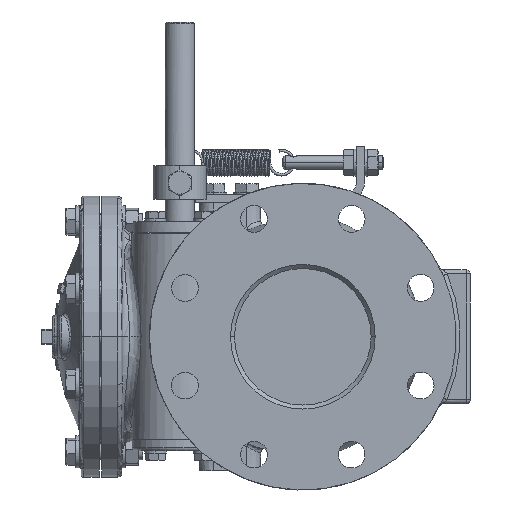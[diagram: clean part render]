
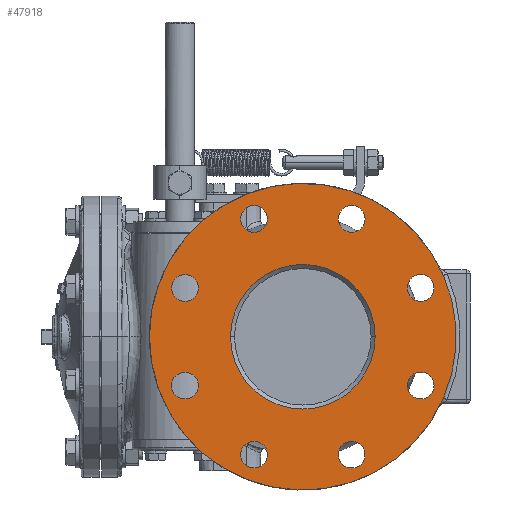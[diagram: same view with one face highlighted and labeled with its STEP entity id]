
A CAD part, left-side view. The second image highlights one B-rep face of the part: STEP entity #47918.
In plain terms, the highlighted planar face has unit normal (-1, 0, 0).
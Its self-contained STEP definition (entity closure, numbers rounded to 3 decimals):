
#15303=CARTESIAN_POINT('',(-5.748,0.,0.));
#15304=DIRECTION('',(-1.,0.,0.));
#15305=DIRECTION('',(0.,-0.917,0.4));
#15306=AXIS2_PLACEMENT_3D('',#15303,#15304,#15305);
#15321=CARTESIAN_POINT('',(-5.748,0.,0.));
#15322=DIRECTION('',(-1.,0.,0.));
#15323=DIRECTION('',(0.,-1.,0.));
#15324=AXIS2_PLACEMENT_3D('',#15321,#15322,#15323);
#15326=CARTESIAN_POINT('',(-5.748,0.,0.));
#15327=DIRECTION('',(-1.,0.,0.));
#15328=DIRECTION('',(0.,1.,0.));
#15329=AXIS2_PLACEMENT_3D('',#15326,#15327,#15328);
#15331=CARTESIAN_POINT('',(-5.748,-1.435,
3.465));
#15332=DIRECTION('',(1.,0.,0.));
#15333=DIRECTION('',(0.,1.,0.));
#15334=AXIS2_PLACEMENT_3D('',#15331,#15332,#15333);
#15336=CARTESIAN_POINT('',(-5.748,-1.435,
3.465));
#15337=DIRECTION('',(1.,0.,0.));
#15338=DIRECTION('',(0.,-1.,0.));
#15339=AXIS2_PLACEMENT_3D('',#15336,#15337,#15338);
#15341=CARTESIAN_POINT('',(-5.748,1.435,
3.465));
#15342=DIRECTION('',(1.,0.,0.));
#15343=DIRECTION('',(0.,0.707,-0.707));
#15344=AXIS2_PLACEMENT_3D('',#15341,#15342,#15343);
#15346=CARTESIAN_POINT('',(-5.748,1.435,
3.465));
#15347=DIRECTION('',(1.,0.,0.));
#15348=DIRECTION('',(0.,-0.707,0.707));
#15349=AXIS2_PLACEMENT_3D('',#15346,#15347,#15348);
#15351=CARTESIAN_POINT('',(-5.748,3.465,
1.435));
#15352=DIRECTION('',(1.,0.,0.));
#15353=DIRECTION('',(0.,0.,-1.));
#15354=AXIS2_PLACEMENT_3D('',#15351,#15352,#15353);
#15356=CARTESIAN_POINT('',(-5.748,3.465,
1.435));
#15357=DIRECTION('',(1.,0.,0.));
#15358=DIRECTION('',(0.,0.,1.));
#15359=AXIS2_PLACEMENT_3D('',#15356,#15357,#15358);
#15361=CARTESIAN_POINT('',(-5.748,3.465,
-1.435));
#15362=DIRECTION('',(1.,0.,0.));
#15363=DIRECTION('',(0.,-0.707,-0.707));
#15364=AXIS2_PLACEMENT_3D('',#15361,#15362,#15363);
#15366=CARTESIAN_POINT('',(-5.748,3.465,
-1.435));
#15367=DIRECTION('',(1.,0.,0.));
#15368=DIRECTION('',(0.,0.707,0.707));
#15369=AXIS2_PLACEMENT_3D('',#15366,#15367,#15368);
#15371=CARTESIAN_POINT('',(-5.748,1.435,
-3.465));
#15372=DIRECTION('',(1.,0.,0.));
#15373=DIRECTION('',(0.,-1.,0.));
#15374=AXIS2_PLACEMENT_3D('',#15371,#15372,#15373);
#15376=CARTESIAN_POINT('',(-5.748,1.435,
-3.465));
#15377=DIRECTION('',(1.,0.,0.));
#15378=DIRECTION('',(0.,1.,0.));
#15379=AXIS2_PLACEMENT_3D('',#15376,#15377,#15378);
#15381=CARTESIAN_POINT('',(-5.748,-1.435,
-3.465));
#15382=DIRECTION('',(1.,0.,0.));
#15383=DIRECTION('',(0.,-0.707,0.707));
#15384=AXIS2_PLACEMENT_3D('',#15381,#15382,#15383);
#15386=CARTESIAN_POINT('',(-5.748,-1.435,
-3.465));
#15387=DIRECTION('',(1.,0.,0.));
#15388=DIRECTION('',(0.,0.707,-0.707));
#15389=AXIS2_PLACEMENT_3D('',#15386,#15387,#15388);
#15391=CARTESIAN_POINT('',(-5.748,-3.465,
-1.435));
#15392=DIRECTION('',(1.,0.,0.));
#15393=DIRECTION('',(0.,0.,1.));
#15394=AXIS2_PLACEMENT_3D('',#15391,#15392,#15393);
#15396=CARTESIAN_POINT('',(-5.748,-3.465,
-1.435));
#15397=DIRECTION('',(1.,0.,0.));
#15398=DIRECTION('',(0.,0.,-1.));
#15399=AXIS2_PLACEMENT_3D('',#15396,#15397,#15398);
#15401=CARTESIAN_POINT('',(-5.748,-3.465,
1.435));
#15402=DIRECTION('',(1.,0.,0.));
#15403=DIRECTION('',(0.,0.707,0.707));
#15404=AXIS2_PLACEMENT_3D('',#15401,#15402,#15403);
#15406=CARTESIAN_POINT('',(-5.748,-3.465,
1.435));
#15407=DIRECTION('',(1.,0.,0.));
#15408=DIRECTION('',(0.,-0.707,-0.707));
#15409=AXIS2_PLACEMENT_3D('',#15406,#15407,#15408);
#15411=CARTESIAN_POINT('',(-5.748,0.,0.));
#15412=DIRECTION('',(-1.,0.,0.));
#15413=DIRECTION('',(0.,-0.917,-0.4));
#15414=AXIS2_PLACEMENT_3D('',#15411,#15412,#15413);
#26619=CARTESIAN_POINT('',(-5.748,-4.132,
1.803));
#26620=CARTESIAN_POINT('',(-5.748,-4.132,
-1.803));
#26621=VERTEX_POINT('',#26619);
#26622=VERTEX_POINT('',#26620);
#26680=CARTESIAN_POINT('',(-5.748,-2.126,0.));
#26681=CARTESIAN_POINT('',(-5.748,2.126,0.));
#26682=VERTEX_POINT('',#26680);
#26683=VERTEX_POINT('',#26681);
#26768=CARTESIAN_POINT('',(-5.748,-1.041,
3.465));
#26770=VERTEX_POINT('',#26768);
#26772=CARTESIAN_POINT('',(-5.748,-1.829,
3.465));
#26774=VERTEX_POINT('',#26772);
#26776=CARTESIAN_POINT('',(-5.748,1.713,
3.186));
#26778=VERTEX_POINT('',#26776);
#26780=CARTESIAN_POINT('',(-5.748,1.157,
3.743));
#26782=VERTEX_POINT('',#26780);
#26784=CARTESIAN_POINT('',(-5.748,3.465,
1.041));
#26786=VERTEX_POINT('',#26784);
#26788=CARTESIAN_POINT('',(-5.748,3.465,
1.829));
#26790=VERTEX_POINT('',#26788);
#26792=CARTESIAN_POINT('',(-5.748,3.186,
-1.713));
#26794=VERTEX_POINT('',#26792);
#26796=CARTESIAN_POINT('',(-5.748,3.743,
-1.157));
#26798=VERTEX_POINT('',#26796);
#26800=CARTESIAN_POINT('',(-5.748,1.041,
-3.465));
#26802=VERTEX_POINT('',#26800);
#26804=CARTESIAN_POINT('',(-5.748,1.829,
-3.465));
#26806=VERTEX_POINT('',#26804);
#26808=CARTESIAN_POINT('',(-5.748,-1.713,
-3.186));
#26810=VERTEX_POINT('',#26808);
#26812=CARTESIAN_POINT('',(-5.748,-1.157,
-3.743));
#26814=VERTEX_POINT('',#26812);
#26816=CARTESIAN_POINT('',(-5.748,-3.465,
-1.041));
#26818=VERTEX_POINT('',#26816);
#26820=CARTESIAN_POINT('',(-5.748,-3.465,
-1.829));
#26822=VERTEX_POINT('',#26820);
#26824=CARTESIAN_POINT('',(-5.748,-3.186,
1.713));
#26826=VERTEX_POINT('',#26824);
#26828=CARTESIAN_POINT('',(-5.748,-3.743,
1.157));
#26830=VERTEX_POINT('',#26828);
#47854=CARTESIAN_POINT('',(-5.748,0.,0.));
#47855=DIRECTION('',(1.,0.,0.));
#47856=DIRECTION('',(0.,-1.,0.));
#47857=AXIS2_PLACEMENT_3D('',#47854,#47855,#47856);
#47858=PLANE('',#47857);
#47859=ORIENTED_EDGE('',*,*,#47833,.F.);
#47861=ORIENTED_EDGE('',*,*,#47860,.F.);
#47862=EDGE_LOOP('',(#47859,#47861));
#47863=FACE_OUTER_BOUND('',#47862,.F.);
#47865=ORIENTED_EDGE('',*,*,#47864,.T.);
#47867=ORIENTED_EDGE('',*,*,#47866,.T.);
#47868=EDGE_LOOP('',(#47865,#47867));
#47869=FACE_BOUND('',#47868,.F.);
#47871=ORIENTED_EDGE('',*,*,#47870,.F.);
#47873=ORIENTED_EDGE('',*,*,#47872,.F.);
#47874=EDGE_LOOP('',(#47871,#47873));
#47875=FACE_BOUND('',#47874,.F.);
#47877=ORIENTED_EDGE('',*,*,#47876,.F.);
#47879=ORIENTED_EDGE('',*,*,#47878,.F.);
#47880=EDGE_LOOP('',(#47877,#47879));
#47881=FACE_BOUND('',#47880,.F.);
#47883=ORIENTED_EDGE('',*,*,#47882,.F.);
#47885=ORIENTED_EDGE('',*,*,#47884,.F.);
#47886=EDGE_LOOP('',(#47883,#47885));
#47887=FACE_BOUND('',#47886,.F.);
#47889=ORIENTED_EDGE('',*,*,#47888,.F.);
#47891=ORIENTED_EDGE('',*,*,#47890,.F.);
#47892=EDGE_LOOP('',(#47889,#47891));
#47893=FACE_BOUND('',#47892,.F.);
#47895=ORIENTED_EDGE('',*,*,#47894,.F.);
#47897=ORIENTED_EDGE('',*,*,#47896,.F.);
#47898=EDGE_LOOP('',(#47895,#47897));
#47899=FACE_BOUND('',#47898,.F.);
#47901=ORIENTED_EDGE('',*,*,#47900,.F.);
#47903=ORIENTED_EDGE('',*,*,#47902,.F.);
#47904=EDGE_LOOP('',(#47901,#47903));
#47905=FACE_BOUND('',#47904,.F.);
#47907=ORIENTED_EDGE('',*,*,#47906,.F.);
#47909=ORIENTED_EDGE('',*,*,#47908,.F.);
#47910=EDGE_LOOP('',(#47907,#47909));
#47911=FACE_BOUND('',#47910,.F.);
#47913=ORIENTED_EDGE('',*,*,#47912,.F.);
#47915=ORIENTED_EDGE('',*,*,#47914,.F.);
#47916=EDGE_LOOP('',(#47913,#47915));
#47917=FACE_BOUND('',#47916,.F.);
#15307=CIRCLE('',#15306,4.508);
#15325=CIRCLE('',#15324,2.126);
#15330=CIRCLE('',#15329,2.126);
#15335=CIRCLE('',#15334,0.394);
#15340=CIRCLE('',#15339,0.394);
#15345=CIRCLE('',#15344,0.394);
#15350=CIRCLE('',#15349,0.394);
#15355=CIRCLE('',#15354,0.394);
#15360=CIRCLE('',#15359,0.394);
#15365=CIRCLE('',#15364,0.394);
#15370=CIRCLE('',#15369,0.394);
#15375=CIRCLE('',#15374,0.394);
#15380=CIRCLE('',#15379,0.394);
#15385=CIRCLE('',#15384,0.394);
#15390=CIRCLE('',#15389,0.394);
#15395=CIRCLE('',#15394,0.394);
#15400=CIRCLE('',#15399,0.394);
#15405=CIRCLE('',#15404,0.394);
#15410=CIRCLE('',#15409,0.394);
#15415=CIRCLE('',#15414,4.508);
#47833=EDGE_CURVE('',#26621,#26622,#15307,.T.);
#47860=EDGE_CURVE('',#26622,#26621,#15415,.T.);
#47864=EDGE_CURVE('',#26682,#26683,#15325,.T.);
#47866=EDGE_CURVE('',#26683,#26682,#15330,.T.);
#47870=EDGE_CURVE('',#26770,#26774,#15335,.T.);
#47872=EDGE_CURVE('',#26774,#26770,#15340,.T.);
#47876=EDGE_CURVE('',#26778,#26782,#15345,.T.);
#47878=EDGE_CURVE('',#26782,#26778,#15350,.T.);
#47882=EDGE_CURVE('',#26786,#26790,#15355,.T.);
#47884=EDGE_CURVE('',#26790,#26786,#15360,.T.);
#47888=EDGE_CURVE('',#26794,#26798,#15365,.T.);
#47890=EDGE_CURVE('',#26798,#26794,#15370,.T.);
#47894=EDGE_CURVE('',#26802,#26806,#15375,.T.);
#47896=EDGE_CURVE('',#26806,#26802,#15380,.T.);
#47900=EDGE_CURVE('',#26810,#26814,#15385,.T.);
#47902=EDGE_CURVE('',#26814,#26810,#15390,.T.);
#47906=EDGE_CURVE('',#26818,#26822,#15395,.T.);
#47908=EDGE_CURVE('',#26822,#26818,#15400,.T.);
#47912=EDGE_CURVE('',#26826,#26830,#15405,.T.);
#47914=EDGE_CURVE('',#26830,#26826,#15410,.T.);
#47918=ADVANCED_FACE('',(#47863,#47869,#47875,#47881,#47887,#47893,#47899,
#47905,#47911,#47917),#47858,.F.);
